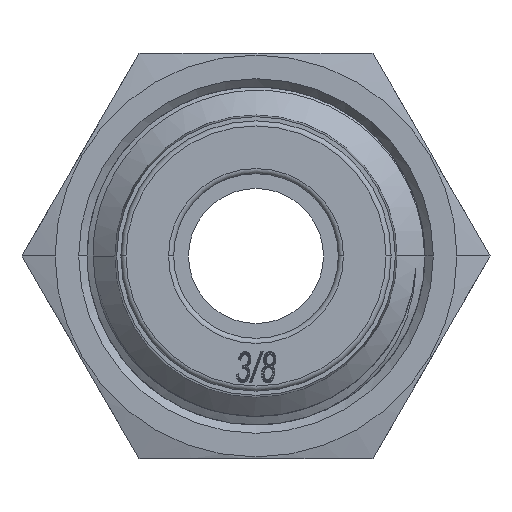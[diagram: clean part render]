
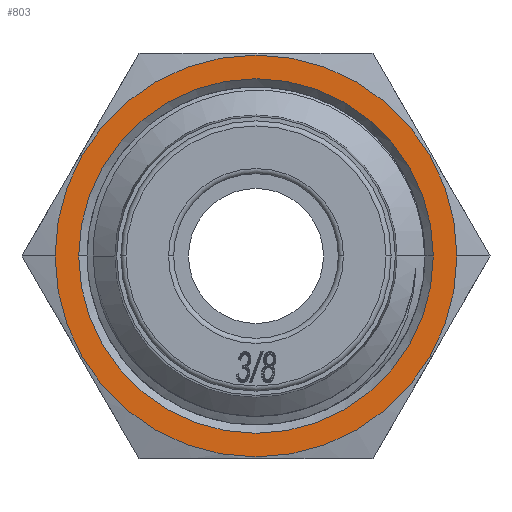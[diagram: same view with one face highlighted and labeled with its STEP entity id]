
A CAD part, front view. The second image highlights one B-rep face of the part: STEP entity #803.
In plain terms, the highlighted planar face has unit normal (0, -1, 0).
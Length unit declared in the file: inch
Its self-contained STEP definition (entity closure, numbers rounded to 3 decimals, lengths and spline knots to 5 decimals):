
#647 = CIRCLE ( 'NONE', #15922, 0.4685 ) ;
#803 = ADVANCED_FACE ( 'NONE', ( #868, #10264 ), #5076, .T. ) ;
#868 = FACE_BOUND ( 'NONE', #3805, .T. ) ;
#984 = EDGE_CURVE ( 'NONE', #17722, #6684, #3402, .T. ) ;
#1036 = AXIS2_PLACEMENT_3D ( 'NONE', #14970, #9026, #9092 ) ;
#1506 = EDGE_CURVE ( 'NONE', #13408, #12277, #647, .T. ) ;
#2150 = DIRECTION ( 'NONE',  ( 1., 0., 0. ) ) ;
#2755 = CARTESIAN_POINT ( 'NONE',  ( 0.41339, -0.49213, 0. ) ) ;
#2967 = CARTESIAN_POINT ( 'NONE',  ( 0.4685, -0.49213, 0. ) ) ;
#3402 = CIRCLE ( 'NONE', #3499, 0.41339 ) ;
#3499 = AXIS2_PLACEMENT_3D ( 'NONE', #14058, #5260, #18611 ) ;
#3805 = EDGE_LOOP ( 'NONE', ( #10454, #11535 ) ) ;
#4742 = EDGE_LOOP ( 'NONE', ( #12944, #11832 ) ) ;
#5076 = PLANE ( 'NONE',  #16548 ) ;
#5260 = DIRECTION ( 'NONE',  ( 0., 1., 0. ) ) ;
#5582 = CARTESIAN_POINT ( 'NONE',  ( -0.41339, -0.49213, 0. ) ) ;
#5929 = DIRECTION ( 'NONE',  ( 0., 1., 0. ) ) ;
#6576 = CARTESIAN_POINT ( 'NONE',  ( 0., -0.49213, 0. ) ) ;
#6684 = VERTEX_POINT ( 'NONE', #2755 ) ;
#9026 = DIRECTION ( 'NONE',  ( 0., 1., 0. ) ) ;
#9092 = DIRECTION ( 'NONE',  ( 1., 0., 0. ) ) ;
#10264 = FACE_OUTER_BOUND ( 'NONE', #4742, .T. ) ;
#10454 = ORIENTED_EDGE ( 'NONE', *, *, #18130, .T. ) ;
#11048 = CIRCLE ( 'NONE', #12799, 0.4685 ) ;
#11279 = EDGE_CURVE ( 'NONE', #12277, #13408, #11048, .T. ) ;
#11535 = ORIENTED_EDGE ( 'NONE', *, *, #984, .T. ) ;
#11832 = ORIENTED_EDGE ( 'NONE', *, *, #1506, .F. ) ;
#12277 = VERTEX_POINT ( 'NONE', #13549 ) ;
#12714 = DIRECTION ( 'NONE',  ( -1., 0., 0. ) ) ;
#12799 = AXIS2_PLACEMENT_3D ( 'NONE', #16324, #5929, #16381 ) ;
#12944 = ORIENTED_EDGE ( 'NONE', *, *, #11279, .F. ) ;
#13408 = VERTEX_POINT ( 'NONE', #2967 ) ;
#13549 = CARTESIAN_POINT ( 'NONE',  ( -0.4685, -0.49213, 0. ) ) ;
#14058 = CARTESIAN_POINT ( 'NONE',  ( 0., -0.49213, 0. ) ) ;
#14970 = CARTESIAN_POINT ( 'NONE',  ( 0., -0.49213, 0. ) ) ;
#15343 = DIRECTION ( 'NONE',  ( 0., -1., 0. ) ) ;
#15594 = DIRECTION ( 'NONE',  ( 0., 1., 0. ) ) ;
#15922 = AXIS2_PLACEMENT_3D ( 'NONE', #6576, #15594, #12714 ) ;
#16324 = CARTESIAN_POINT ( 'NONE',  ( 0., -0.49213, 0. ) ) ;
#16381 = DIRECTION ( 'NONE',  ( -1., 0., 0. ) ) ;
#16548 = AXIS2_PLACEMENT_3D ( 'NONE', #16645, #15343, #2150 ) ;
#16645 = CARTESIAN_POINT ( 'NONE',  ( 0.27276, -0.49213, 0.47244 ) ) ;
#17722 = VERTEX_POINT ( 'NONE', #5582 ) ;
#18130 = EDGE_CURVE ( 'NONE', #6684, #17722, #18808, .T. ) ;
#18611 = DIRECTION ( 'NONE',  ( 1., 0., 0. ) ) ;
#18808 = CIRCLE ( 'NONE', #1036, 0.41339 ) ;
